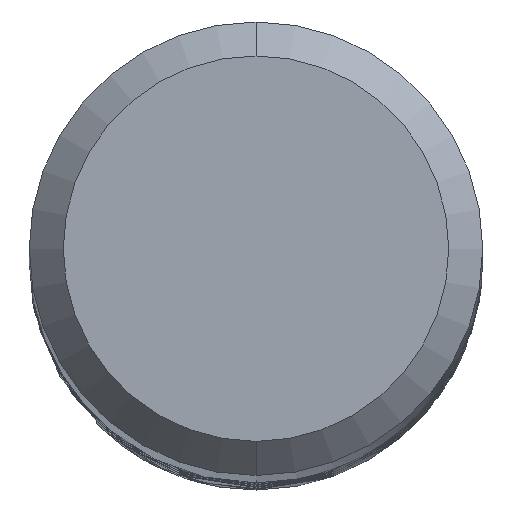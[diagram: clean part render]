
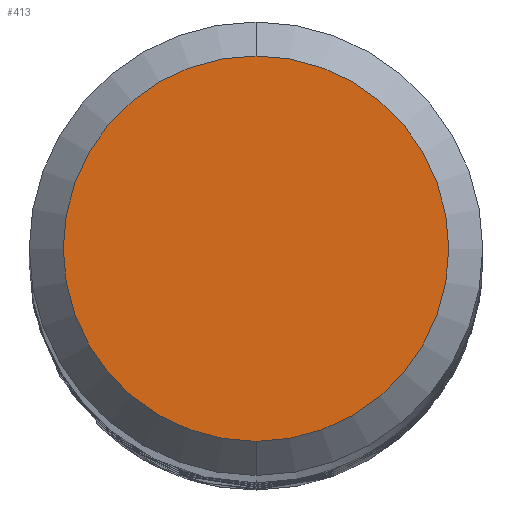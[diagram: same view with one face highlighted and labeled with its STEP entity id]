
A CAD part, top view. The second image highlights one B-rep face of the part: STEP entity #413.
In plain terms, the highlighted planar face has unit normal (0, 0, 1).
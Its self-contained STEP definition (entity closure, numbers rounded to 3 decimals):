
#281=EDGE_CURVE('',#711,#589,#781,.T.);
#413=ADVANCED_FACE('',(#928),#929,.T.);
#433=EDGE_CURVE('',#589,#711,#950,.T.);
#589=VERTEX_POINT('',#1121);
#711=VERTEX_POINT('',#1251);
#781=CIRCLE('',#1338,1.7);
#928=FACE_OUTER_BOUND('',#3667,.T.);
#929=PLANE('',#3668);
#950=CIRCLE('',#4648,1.7);
#1121=CARTESIAN_POINT('',(0.0,1.7,0.0));
#1251=CARTESIAN_POINT('',(0.,-1.7,0.0));
#1338=AXIS2_PLACEMENT_3D('',#7958,#7959,#7960);
#3667=EDGE_LOOP('',(#8143,#8144));
#3668=AXIS2_PLACEMENT_3D('',#8145,#8146,#8147);
#4648=AXIS2_PLACEMENT_3D('',#8164,#8165,#8166);
#7958=CARTESIAN_POINT('',(0.0,0.0,0.0));
#7959=DIRECTION('',(0.0,0.0,-1.0));
#7960=DIRECTION('',(0.0,1.0,0.0));
#8143=ORIENTED_EDGE('',*,*,#433,.F.);
#8144=ORIENTED_EDGE('',*,*,#281,.F.);
#8145=CARTESIAN_POINT('',(0.0,0.85,0.0));
#8146=DIRECTION('',(-0.0,0.0,1.0));
#8147=DIRECTION('',(0.0,-1.0,0.0));
#8164=CARTESIAN_POINT('',(0.0,0.0,0.0));
#8165=DIRECTION('',(0.0,0.0,-1.0));
#8166=DIRECTION('',(0.0,1.0,0.0));
